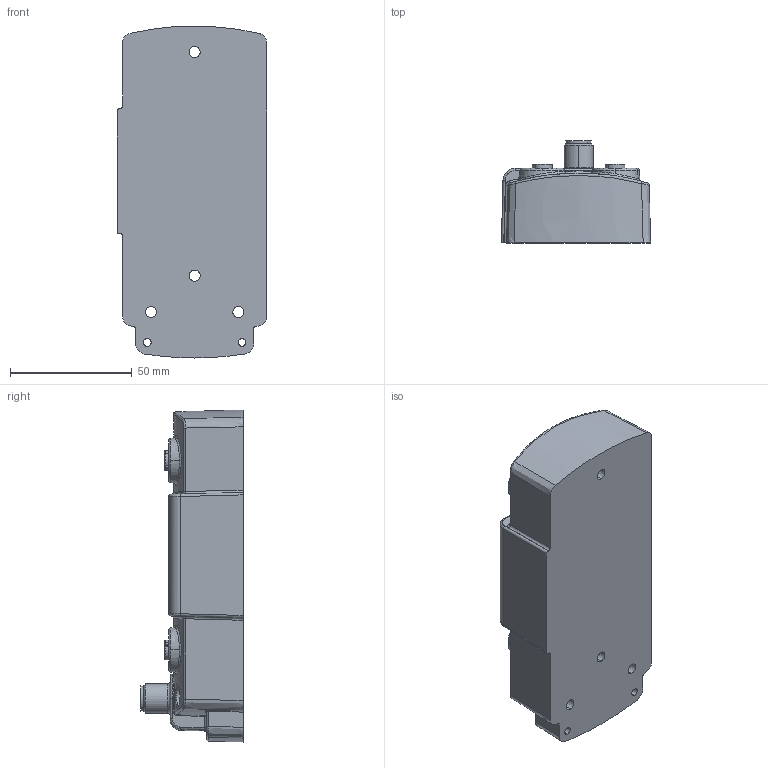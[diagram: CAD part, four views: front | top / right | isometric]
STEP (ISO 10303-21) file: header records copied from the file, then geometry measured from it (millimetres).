
FILE_DESCRIPTION((''),'2;1');
FILE_NAME('IC-KP2-2HB17-2V1D_ANY_ASM','2010-12-24T',('Ingenieurbuero Eiseler'),('Pepperl+Fuchs'),'PRO/ENGINEER BY PARAMETRIC TECHNOLOGY CORPORATION, 2007250','PRO/ENGINEER BY PARAMETRIC TECHNOLOGY CORPORATION, 2007250','');
FILE_SCHEMA(('CONFIG_CONTROL_DESIGN'));
Length unit declared in the file: millimetre
Products named in the file (6): IDENT_GEHAEUSE_STANDARD_1_ANY; ESCHA_EWAS4_STANDARD_1_ANY; EINBAU-ESCHAEWAS4_STANDARD_1_AN_ASM; M12-BUCHSE_A_STANDARD_1; M12-BUCHSE_D_STANDARD; IC-KP2-2HB17-2V1D_ANY_ASM
Assembly tree (7 placements, depth 3):
  IC-KP2-2HB17-2V1D_ANY_ASM
    EINBAU-ESCHAEWAS4_STANDARD_1_AN_ASM
      IDENT_GEHAEUSE_STANDARD_1_ANY
      ESCHA_EWAS4_STANDARD_1_ANY
    M12-BUCHSE_A_STANDARD_1  x2
    M12-BUCHSE_D_STANDARD  x2
Bounding box: 61.44 x 42 x 136.63 mm (x, y, z)
Volume: 211358 mm3; surface area: 33115.4 mm2
Topology: 6 solids, 6 shells, 591 faces, 1391 edges, 854 vertices
Faces by surface type: cylinder 187, plane 147, cone 100, bspline 78, torus 59, extrusion 12, sphere 8
Entity records: 24884 total; most frequent: CARTESIAN_POINT 11415, ORIENTED_EDGE 2116, DIRECTION 2063, PRESENTATION_STYLE_ASSIGNMENT 1066, STYLED_ITEM 1062, CURVE_STYLE 1058, EDGE_CURVE 1058, AXIS2_PLACEMENT_3D 832
